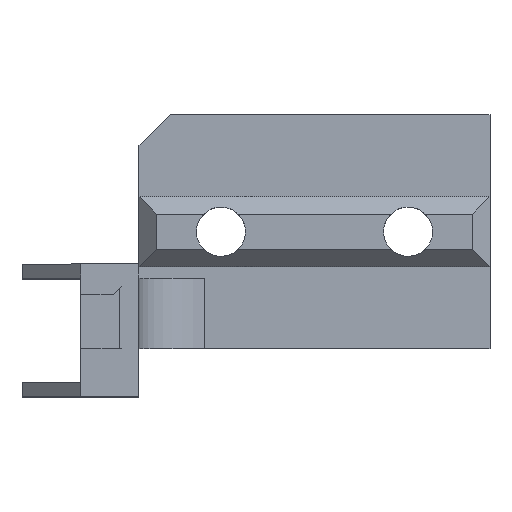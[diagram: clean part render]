
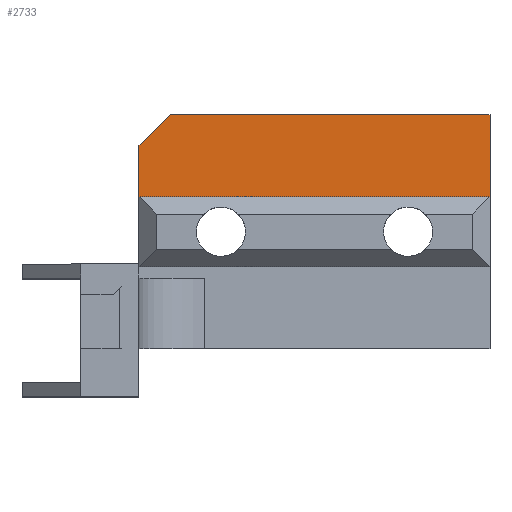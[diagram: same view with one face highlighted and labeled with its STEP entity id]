
A CAD part, top view. The second image highlights one B-rep face of the part: STEP entity #2733.
In plain terms, the highlighted planar face has unit normal (0, 0, 1).
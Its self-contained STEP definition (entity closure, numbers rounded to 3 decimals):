
#219=FACE_OUTER_BOUND('',#367,.T.);
#367=EDGE_LOOP('',(#1866,#1867,#1868,#1869,#1870));
#560=LINE('',#3780,#858);
#562=LINE('',#3784,#860);
#565=LINE('',#3790,#863);
#566=LINE('',#3792,#864);
#567=LINE('',#3793,#865);
#858=VECTOR('',#3135,10.);
#860=VECTOR('',#3139,10.);
#863=VECTOR('',#3144,10.);
#864=VECTOR('',#3145,10.);
#865=VECTOR('',#3146,10.);
#1150=VERTEX_POINT('',#3777);
#1151=VERTEX_POINT('',#3779);
#1152=VERTEX_POINT('',#3783);
#1154=VERTEX_POINT('',#3789);
#1155=VERTEX_POINT('',#3791);
#1433=EDGE_CURVE('',#1150,#1151,#560,.T.);
#1435=EDGE_CURVE('',#1151,#1152,#562,.T.);
#1438=EDGE_CURVE('',#1154,#1150,#565,.T.);
#1439=EDGE_CURVE('',#1154,#1155,#566,.T.);
#1440=EDGE_CURVE('',#1155,#1152,#567,.T.);
#1866=ORIENTED_EDGE('',*,*,#1433,.F.);
#1867=ORIENTED_EDGE('',*,*,#1438,.F.);
#1868=ORIENTED_EDGE('',*,*,#1439,.T.);
#1869=ORIENTED_EDGE('',*,*,#1440,.T.);
#1870=ORIENTED_EDGE('',*,*,#1435,.F.);
#2635=PLANE('',#2913);
#2733=ADVANCED_FACE('',(#219),#2635,.T.);
#2913=AXIS2_PLACEMENT_3D('',#3788,#3142,#3143);
#3135=DIRECTION('',(0.707,0.707,0.));
#3139=DIRECTION('',(1.,0.,0.));
#3142=DIRECTION('center_axis',(0.,0.,1.));
#3143=DIRECTION('ref_axis',(0.,-1.,0.));
#3144=DIRECTION('',(0.,1.,0.));
#3145=DIRECTION('',(1.,0.,0.));
#3146=DIRECTION('',(0.,1.,0.));
#3777=CARTESIAN_POINT('',(5.,11.342,32.5));
#3779=CARTESIAN_POINT('',(7.658,14.,32.5));
#3780=CARTESIAN_POINT('',(1.579,7.921,32.5));
#3783=CARTESIAN_POINT('',(35.,14.,32.5));
#3784=CARTESIAN_POINT('',(5.,14.,32.5));
#3788=CARTESIAN_POINT('Origin',(0.,0.,32.5));
#3789=CARTESIAN_POINT('',(5.,7.,32.5));
#3790=CARTESIAN_POINT('',(5.,10.5,32.5));
#3791=CARTESIAN_POINT('',(35.,7.,32.5));
#3792=CARTESIAN_POINT('',(2.5,7.,32.5));
#3793=CARTESIAN_POINT('',(35.,10.5,32.5));
